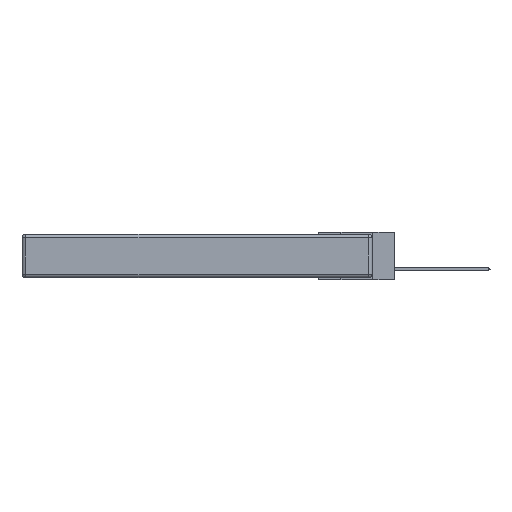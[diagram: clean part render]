
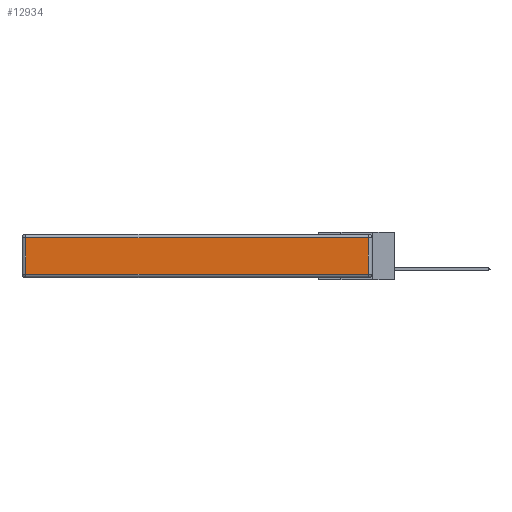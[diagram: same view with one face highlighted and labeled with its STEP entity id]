
A CAD part, left-side view. The second image highlights one B-rep face of the part: STEP entity #12934.
In plain terms, the highlighted planar face has unit normal (-1, 0, 0).
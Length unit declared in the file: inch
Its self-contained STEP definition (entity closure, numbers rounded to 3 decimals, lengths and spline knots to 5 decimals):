
#106 = CARTESIAN_POINT ( 'NONE',  ( 0., 0., -0.343 ) ) ;
#632 = CARTESIAN_POINT ( 'NONE',  ( 0., 0., -0.313 ) ) ;
#995 = VERTEX_POINT ( 'NONE', #8408 ) ;
#1354 = PLANE ( 'NONE',  #12023 ) ;
#1397 = CARTESIAN_POINT ( 'NONE',  ( 0., 0.03, -0.03 ) ) ;
#2081 = CARTESIAN_POINT ( 'NONE',  ( 0., 2.72, -0.343 ) ) ;
#2131 = VECTOR ( 'NONE', #7550, 39.37008 ) ;
#2289 = EDGE_CURVE ( 'NONE', #995, #9691, #11740, .T. ) ;
#2795 = ORIENTED_EDGE ( 'NONE', *, *, #7038, .T. ) ;
#3054 = DIRECTION ( 'NONE',  ( 0., 0., -1. ) ) ;
#3753 = CARTESIAN_POINT ( 'NONE',  ( 0., 0.03, -0.343 ) ) ;
#3824 = LINE ( 'NONE', #632, #9500 ) ;
#3936 = VERTEX_POINT ( 'NONE', #6184 ) ;
#4715 = VECTOR ( 'NONE', #13190, 39.37008 ) ;
#4988 = DIRECTION ( 'NONE',  ( 0., 0., 1. ) ) ;
#5608 = FACE_OUTER_BOUND ( 'NONE', #10747, .T. ) ;
#6184 = CARTESIAN_POINT ( 'NONE',  ( 0., 0.03, -0.313 ) ) ;
#6584 = CARTESIAN_POINT ( 'NONE',  ( 0., 2.72, -0.313 ) ) ;
#6760 = CARTESIAN_POINT ( 'NONE',  ( 0., 2.75, -0.03 ) ) ;
#7038 = EDGE_CURVE ( 'NONE', #12348, #995, #8396, .T. ) ;
#7550 = DIRECTION ( 'NONE',  ( 0., 0., 1. ) ) ;
#8177 = EDGE_CURVE ( 'NONE', #3936, #12348, #13058, .T. ) ;
#8299 = ORIENTED_EDGE ( 'NONE', *, *, #8177, .T. ) ;
#8396 = LINE ( 'NONE', #6760, #4715 ) ;
#8408 = CARTESIAN_POINT ( 'NONE',  ( 0., 2.72, -0.03 ) ) ;
#9500 = VECTOR ( 'NONE', #14240, 39.37008 ) ;
#9691 = VERTEX_POINT ( 'NONE', #6584 ) ;
#10075 = DIRECTION ( 'NONE',  ( -1., 0., 0. ) ) ;
#10747 = EDGE_LOOP ( 'NONE', ( #15376, #8299, #2795, #12050 ) ) ;
#11740 = LINE ( 'NONE', #2081, #15778 ) ;
#12023 = AXIS2_PLACEMENT_3D ( 'NONE', #106, #10075, #4988 ) ;
#12050 = ORIENTED_EDGE ( 'NONE', *, *, #2289, .T. ) ;
#12348 = VERTEX_POINT ( 'NONE', #1397 ) ;
#12934 = ADVANCED_FACE ( 'NONE', ( #5608 ), #1354, .T. ) ;
#13058 = LINE ( 'NONE', #3753, #2131 ) ;
#13190 = DIRECTION ( 'NONE',  ( 0., 1., 0. ) ) ;
#13836 = EDGE_CURVE ( 'NONE', #9691, #3936, #3824, .T. ) ;
#14240 = DIRECTION ( 'NONE',  ( 0., -1., 0. ) ) ;
#15376 = ORIENTED_EDGE ( 'NONE', *, *, #13836, .T. ) ;
#15778 = VECTOR ( 'NONE', #3054, 39.37008 ) ;
